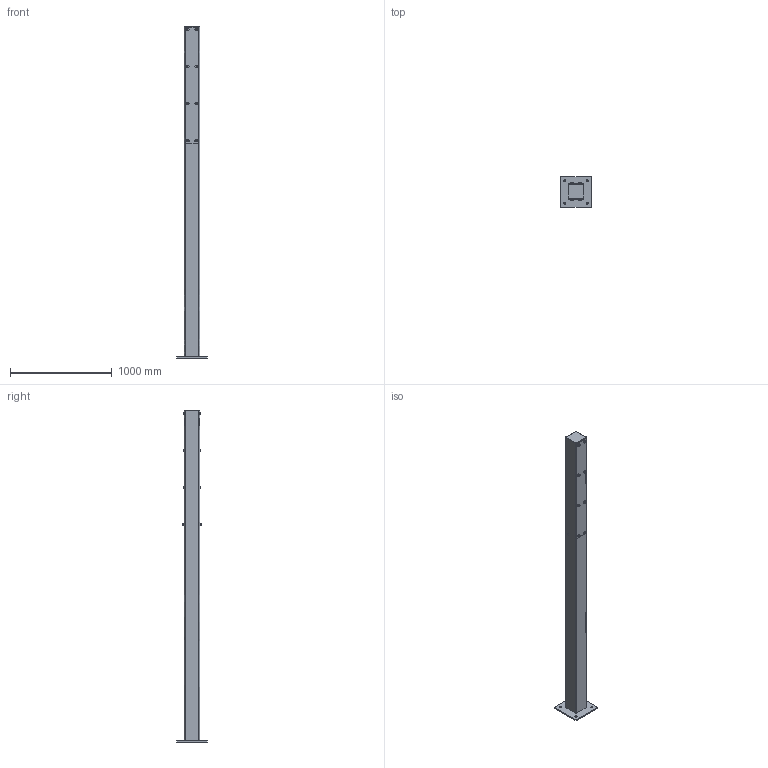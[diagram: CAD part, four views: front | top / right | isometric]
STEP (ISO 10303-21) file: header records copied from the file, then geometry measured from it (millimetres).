
FILE_DESCRIPTION(/* description */ (''),/* implementation_level */ '2;1');
FILE_NAME(/* name */ 'CGS10-A_UAP_CARGO_LightPost_3D',/* time_stamp */ '2018-01-22T17:34:04-05:00',/* author */ (''),/* organization */ (''),/* preprocessor_version */ 'ST-DEVELOPER v15',/* originating_system */ '',/* authorisation */ '');
FILE_SCHEMA (('AUTOMOTIVE_DESIGN'));
Length unit declared in the file: millimetre
Products named in the file (1): Document
Bounding box: 300 x 300 x 3262 mm (x, y, z)
Volume: 10640599 mm3; surface area: 4035784.2 mm2
Topology: 8 solids, 40 shells, 320 faces, 796 edges, 504 vertices
Faces by surface type: bspline 208, plane 112
Entity records: 10408 total; most frequent: CARTESIAN_POINT 5619, ORIENTED_EDGE 1448, EDGE_CURVE 764, VERTEX_POINT 504, EDGE_LOOP 382, ADVANCED_FACE 320, FACE_OUTER_BOUND 320, B_SPLINE_CURVE_WITH_KNOTS 185
